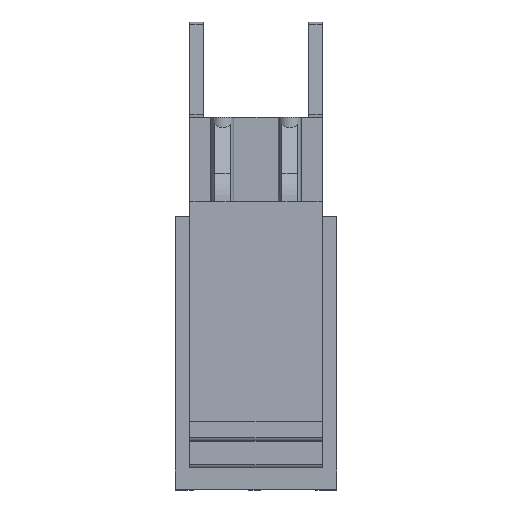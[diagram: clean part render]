
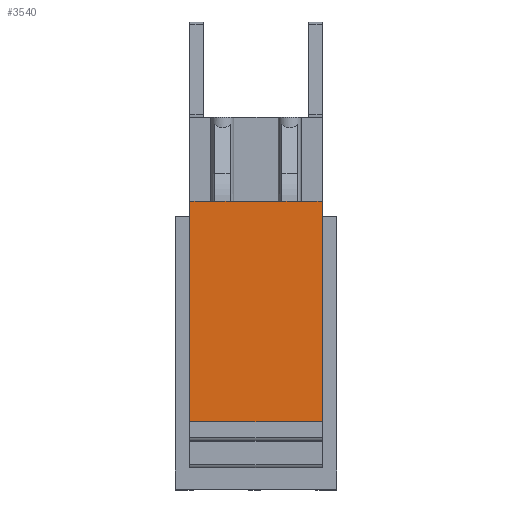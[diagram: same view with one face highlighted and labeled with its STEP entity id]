
A CAD part, top view. The second image highlights one B-rep face of the part: STEP entity #3540.
In plain terms, the highlighted planar face has unit normal (0, 0, 1).
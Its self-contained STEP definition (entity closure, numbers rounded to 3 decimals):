
#3331=AXIS2_PLACEMENT_3D('Plane Axis2P3D',#3328,#3329,#3330) ;
#3328=CARTESIAN_POINT('Axis2P3D Location',(0.,2.5,33.)) ;
#3461=CARTESIAN_POINT('Vertex',(7.65,3.5,33.)) ;
#3464=CARTESIAN_POINT('Line Origine',(4.2,3.5,33.)) ;
#3468=CARTESIAN_POINT('Vertex',(0.75,3.5,33.)) ;
#3483=CARTESIAN_POINT('Line Origine',(7.65,9.25,33.)) ;
#3487=CARTESIAN_POINT('Vertex',(7.65,15.,33.)) ;
#3490=CARTESIAN_POINT('Line Origine',(7.,15.,33.)) ;
#3494=CARTESIAN_POINT('Vertex',(6.35,15.,33.)) ;
#3497=CARTESIAN_POINT('Line Origine',(5.95,15.,33.)) ;
#3501=CARTESIAN_POINT('Vertex',(5.55,15.,33.)) ;
#3504=CARTESIAN_POINT('Line Origine',(4.2,15.,33.)) ;
#3508=CARTESIAN_POINT('Vertex',(2.85,15.,33.)) ;
#3511=CARTESIAN_POINT('Line Origine',(2.45,15.,33.)) ;
#3515=CARTESIAN_POINT('Vertex',(2.05,15.,33.)) ;
#3518=CARTESIAN_POINT('Line Origine',(1.4,15.,33.)) ;
#3522=CARTESIAN_POINT('Vertex',(0.75,15.,33.)) ;
#3525=CARTESIAN_POINT('Line Origine',(0.75,9.25,33.)) ;
#3329=DIRECTION('Axis2P3D Direction',(-0.,0.,1.)) ;
#3330=DIRECTION('Axis2P3D XDirection',(0.,-1.,0.)) ;
#3465=DIRECTION('Vector Direction',(1.,0.,0.)) ;
#3484=DIRECTION('Vector Direction',(0.,-1.,0.)) ;
#3491=DIRECTION('Vector Direction',(1.,0.,0.)) ;
#3498=DIRECTION('Vector Direction',(1.,0.,0.)) ;
#3505=DIRECTION('Vector Direction',(1.,0.,0.)) ;
#3512=DIRECTION('Vector Direction',(1.,0.,0.)) ;
#3519=DIRECTION('Vector Direction',(1.,0.,0.)) ;
#3526=DIRECTION('Vector Direction',(0.,-1.,0.)) ;
#3466=VECTOR('Line Direction',#3465,1.) ;
#3485=VECTOR('Line Direction',#3484,1.) ;
#3492=VECTOR('Line Direction',#3491,1.) ;
#3499=VECTOR('Line Direction',#3498,1.) ;
#3506=VECTOR('Line Direction',#3505,1.) ;
#3513=VECTOR('Line Direction',#3512,1.) ;
#3520=VECTOR('Line Direction',#3519,1.) ;
#3527=VECTOR('Line Direction',#3526,1.) ;
#3531=ORIENTED_EDGE('',*,*,#3489,.T.) ;
#3532=ORIENTED_EDGE('',*,*,#3496,.F.) ;
#3533=ORIENTED_EDGE('',*,*,#3503,.F.) ;
#3534=ORIENTED_EDGE('',*,*,#3510,.F.) ;
#3535=ORIENTED_EDGE('',*,*,#3517,.F.) ;
#3536=ORIENTED_EDGE('',*,*,#3524,.F.) ;
#3537=ORIENTED_EDGE('',*,*,#3529,.F.) ;
#3538=ORIENTED_EDGE('',*,*,#3470,.T.) ;
#3540=ADVANCED_FACE('HOUSING',(#3539),#3332,.T.) ;
#3470=EDGE_CURVE('',#3469,#3462,#3467,.T.) ;
#3489=EDGE_CURVE('',#3462,#3488,#3486,.F.) ;
#3496=EDGE_CURVE('',#3495,#3488,#3493,.T.) ;
#3503=EDGE_CURVE('',#3502,#3495,#3500,.T.) ;
#3510=EDGE_CURVE('',#3509,#3502,#3507,.T.) ;
#3517=EDGE_CURVE('',#3516,#3509,#3514,.T.) ;
#3524=EDGE_CURVE('',#3523,#3516,#3521,.T.) ;
#3529=EDGE_CURVE('',#3469,#3523,#3528,.F.) ;
#3530=EDGE_LOOP('',(#3531,#3532,#3533,#3534,#3535,#3536,#3537,#3538)) ;
#3539=FACE_OUTER_BOUND('',#3530,.T.) ;
#3467=LINE('Line',#3464,#3466) ;
#3486=LINE('Line',#3483,#3485) ;
#3493=LINE('Line',#3490,#3492) ;
#3500=LINE('Line',#3497,#3499) ;
#3507=LINE('Line',#3504,#3506) ;
#3514=LINE('Line',#3511,#3513) ;
#3521=LINE('Line',#3518,#3520) ;
#3528=LINE('Line',#3525,#3527) ;
#3332=PLANE('',#3331) ;
#3462=VERTEX_POINT('',#3461) ;
#3469=VERTEX_POINT('',#3468) ;
#3488=VERTEX_POINT('',#3487) ;
#3495=VERTEX_POINT('',#3494) ;
#3502=VERTEX_POINT('',#3501) ;
#3509=VERTEX_POINT('',#3508) ;
#3516=VERTEX_POINT('',#3515) ;
#3523=VERTEX_POINT('',#3522) ;
